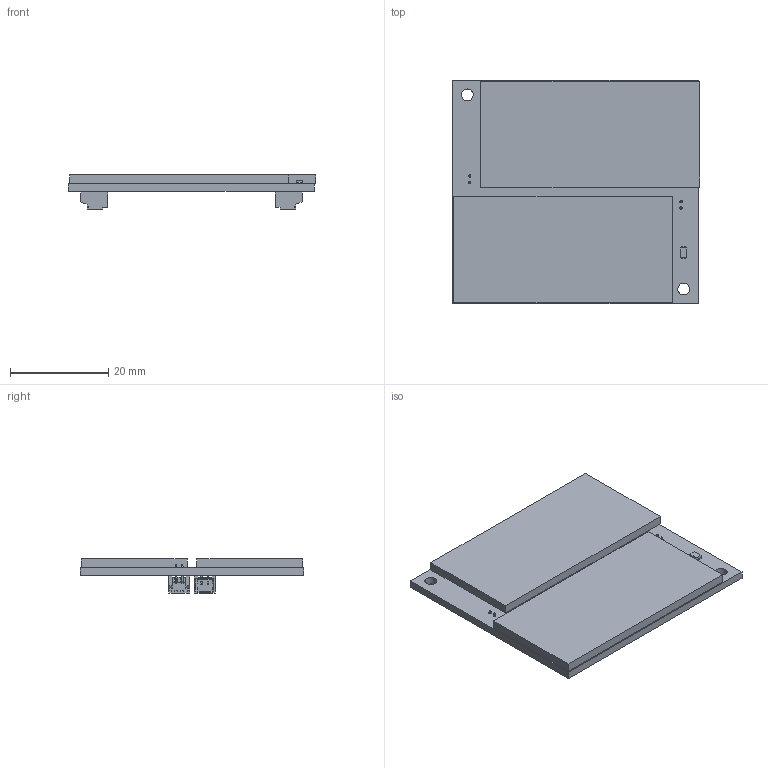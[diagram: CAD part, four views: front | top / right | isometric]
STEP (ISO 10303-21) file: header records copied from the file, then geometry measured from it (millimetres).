
FILE_DESCRIPTION(('for SolidWorks'),'2;1');
FILE_NAME( 'PV_Panel_Near.step', '2023-11-13T12:06:56',('cdo'),(''),'Open CASCADE STEP processor 6.6', 'DipTrace','Unknown');
FILE_SCHEMA(('AUTOMOTIVE_DESIGN { 1 0 10303 214 1 1 1 1 }'));
Length unit declared in the file: millimetre
Products named in the file (5): PCB_PV_Panel_Near; Board_PV_Panel_Near; CUHS20S40,H3F; 530480210; pq-solar-panel
Assembly tree (6 placements, depth 2):
  PCB_PV_Panel_Near
    Board_PV_Panel_Near
    CUHS20S40,H3F
    530480210  x2
    pq-solar-panel  x2
Bounding box: 50.25 x 45.5 x 6.99 mm (x, y, z)
Volume: 7124.5 mm3; surface area: 9493.2 mm2
Topology: 5 solids, 8 shells, 288 faces, 752 edges, 484 vertices
Faces by surface type: plane 246, bspline 32, cylinder 10
Full cylindrical faces by diameter (mm): 0.5 x4, 2.4 x2
Entity records: 5884 total; most frequent: CARTESIAN_POINT 1377, ORIENTED_EDGE 876, DIRECTION 760, EDGE_CURVE 438, LINE 406, VECTOR 406, VERTEX_POINT 282, FACE_BOUND 186
